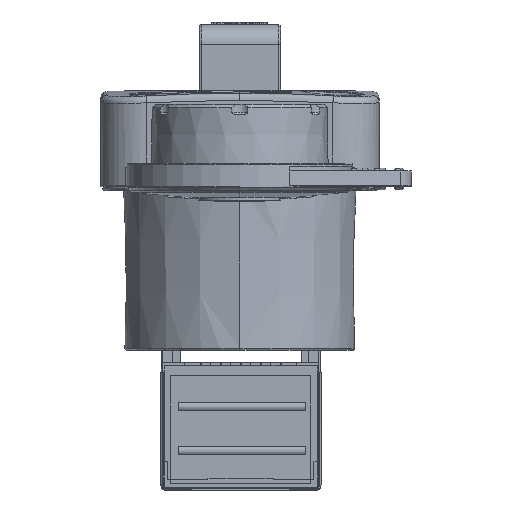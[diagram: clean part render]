
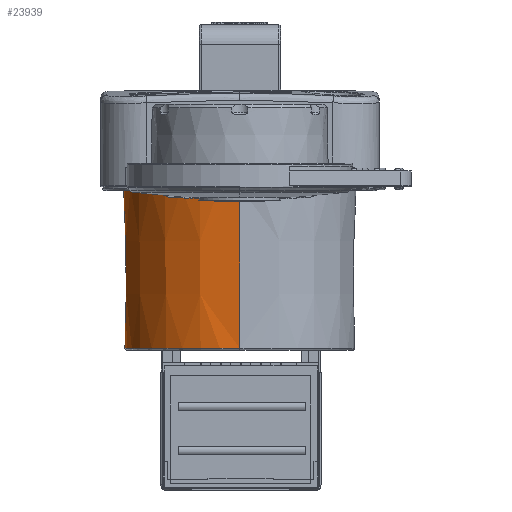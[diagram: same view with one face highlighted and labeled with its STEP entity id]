
A CAD part, front view. The second image highlights one B-rep face of the part: STEP entity #23939.
In plain terms, the highlighted conical face has half-angle 0.5 degrees and reference radius 11.797 mm.
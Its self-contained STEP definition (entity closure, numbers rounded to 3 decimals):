
#5285=CARTESIAN_POINT('',(0.,0.,-8.5));
#5286=DIRECTION('',(0.,0.,-1.));
#5287=DIRECTION('',(0.,-1.,0.));
#5288=AXIS2_PLACEMENT_3D('',#5285,#5286,#5287);
#5330=DIRECTION('',(0.,-0.009,-1.));
#5331=VECTOR('',#5330,16.502);
#5332=CARTESIAN_POINT('',(0.,11.869,-8.5));
#5333=LINE('',#5332,#5331);
#5339=DIRECTION('',(0.,-0.009,1.));
#5340=VECTOR('',#5339,16.502);
#5341=CARTESIAN_POINT('',(0.,-11.725,
-25.002));
#5342=LINE('',#5341,#5340);
#5343=CARTESIAN_POINT('',(0.,0.,-25.002));
#5344=DIRECTION('',(0.,0.,-1.));
#5345=DIRECTION('',(0.,-1.,0.));
#5346=AXIS2_PLACEMENT_3D('',#5343,#5344,#5345);
#17066=CARTESIAN_POINT('',(0.,-11.725,
-25.002));
#17067=VERTEX_POINT('',#17066);
#17068=CARTESIAN_POINT('',(0.,11.725,
-25.002));
#17069=VERTEX_POINT('',#17068);
#17997=CARTESIAN_POINT('',(0.,11.869,-8.5));
#17998=VERTEX_POINT('',#17997);
#18163=CARTESIAN_POINT('',(0.,-11.869,-8.5));
#18164=VERTEX_POINT('',#18163);
#23927=CARTESIAN_POINT('',(0.,0.,-16.751));
#23928=DIRECTION('',(0.,0.,1.));
#23929=DIRECTION('',(1.,0.,0.));
#23930=AXIS2_PLACEMENT_3D('',#23927,#23928,#23929);
#23931=CONICAL_SURFACE('',#23930,11.797,0.5);
#23932=ORIENTED_EDGE('',*,*,#23907,.F.);
#23933=ORIENTED_EDGE('',*,*,#23922,.F.);
#23935=ORIENTED_EDGE('',*,*,#23934,.T.);
#23936=ORIENTED_EDGE('',*,*,#23918,.F.);
#23937=EDGE_LOOP('',(#23932,#23933,#23935,#23936));
#23938=FACE_OUTER_BOUND('',#23937,.F.);
#23939=ADVANCED_FACE('',(#23938),#23931,.T.);
#5289=CIRCLE('',#5288,11.869);
#5347=CIRCLE('',#5346,11.725);
#23907=EDGE_CURVE('',#18164,#17998,#5289,.T.);
#23918=EDGE_CURVE('',#17998,#17069,#5333,.T.);
#23922=EDGE_CURVE('',#17067,#18164,#5342,.T.);
#23934=EDGE_CURVE('',#17067,#17069,#5347,.T.);
